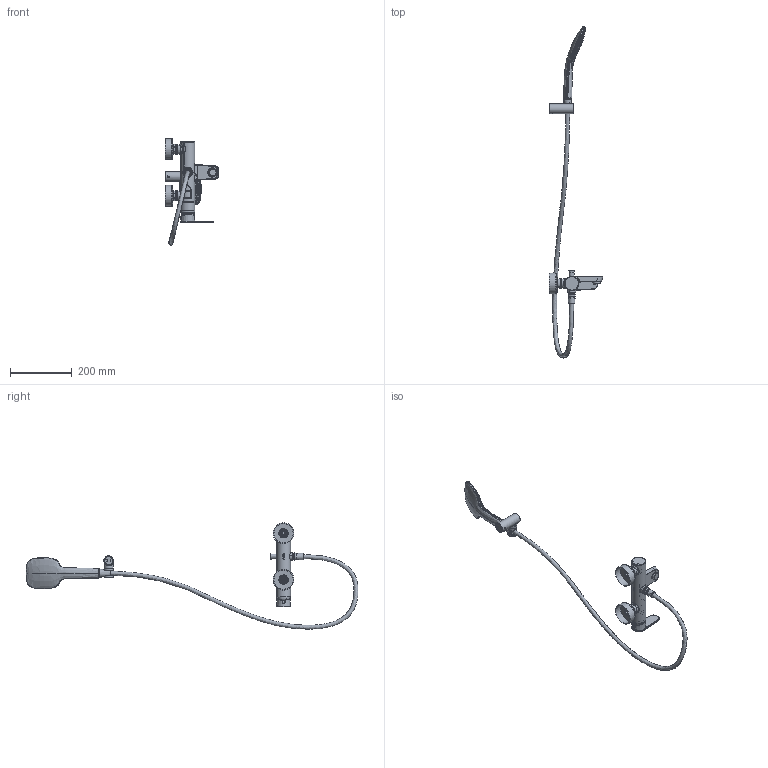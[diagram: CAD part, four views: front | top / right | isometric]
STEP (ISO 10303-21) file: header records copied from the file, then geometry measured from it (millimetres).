
FILE_DESCRIPTION (( 'STEP AP203' ), '1' );
FILE_NAME ('36CP10675.STEP', '2024-10-30T08:23:52', ( '' ), ( '' ), 'SwSTEP 2.0', 'SolidWorks 2021', '' );
FILE_SCHEMA (( 'CONFIG_CONTROL_DESIGN' ));
Products named in the file (1): 36CP10675
Bounding box: 174.28 x 1073.11 x 343.74 mm (x, y, z)
Volume: 722098.6 mm3; surface area: 342990.6 mm2
Topology: 21 solids, 22 shells, 3493 faces, 9628 edges, 6311 vertices
Faces by surface type: bspline 1891, cylinder 632, plane 614, cone 308, torus 47, sphere 1
Full cylindrical faces by diameter (mm): 1.7 x2, 2 x1, 2.3 x1, 3.1 x50, 3.3 x1, 3.6 x50, 4.2 x1, 4.4 x51, 4.5 x1, 5 x2, 5.5 x1, 6.2 x1, 6.8 x1, 8 x3, 8.9 x1, 9.5 x3, 10 x2, 10.5 x1, 11 x1, 11.5 x1, 12.6 x1, 12.8 x1, 13.4 x1, 13.5 x1, 13.6 x1, 14 x1, 16 x3, 16.5 x2, 17.7 x1, 18 x2
Entity records: 362798 total; most frequent: CARTESIAN_POINT 298096, ORIENTED_EDGE 17398, EDGE_CURVE 8699, B_SPLINE_CURVE_WITH_KNOTS 6170, DIRECTION 5992, VERTEX_POINT 5963, EDGE_LOOP 4470, FACE_OUTER_BOUND 3806
